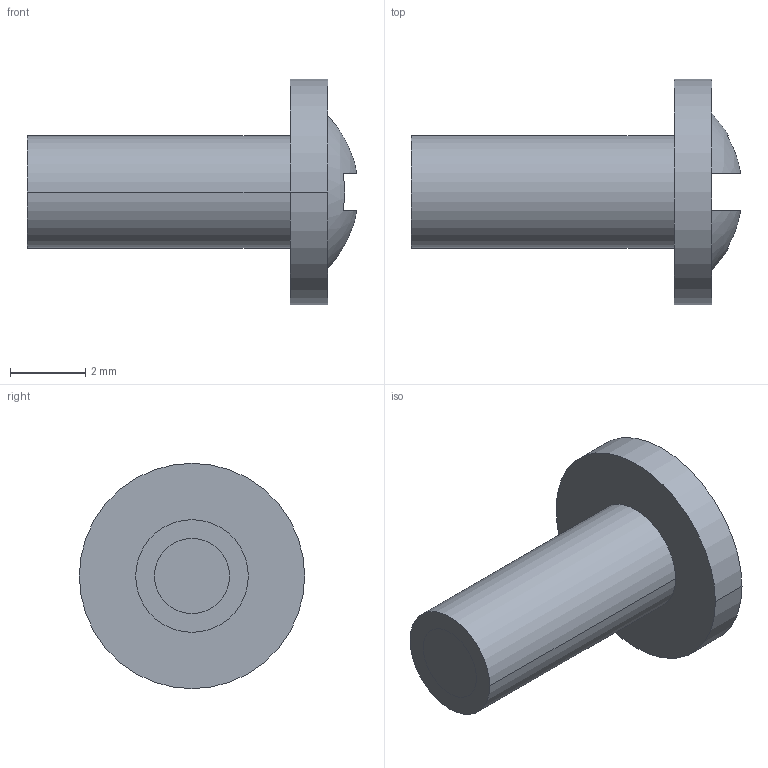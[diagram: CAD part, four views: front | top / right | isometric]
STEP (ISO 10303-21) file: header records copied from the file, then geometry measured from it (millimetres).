
FILE_DESCRIPTION((''),'2;1');
FILE_NAME('PLP13','2017-05-24T',('kjell_andersson'),(''),'CREO PARAMETRIC BY PTC INC, 2015290','CREO PARAMETRIC BY PTC INC, 2015290','');
FILE_SCHEMA(('AUTOMOTIVE_DESIGN { 1 0 10303 214 1 1 1 1 }'));
Length unit declared in the file: millimetre
Products named in the file (1): PLP13
Bounding box: 8.77 x 6 x 6 mm (x, y, z)
Volume: 80.3 mm3; surface area: 193.4 mm2
Topology: 1 solids, 2 shells, 21 faces, 48 edges, 32 vertices
Faces by surface type: plane 13, cylinder 6, sphere 2
Entity records: 1264 total; most frequent: COLOUR_RGB 202, DIRECTION 116, CARTESIAN_POINT 104, ORIENTED_EDGE 92, PROPERTY_DEFINITION 75, REPRESENTATION 73, PROPERTY_DEFINITION_REPRESENTATION 73, GENERAL_PROPERTY 64
